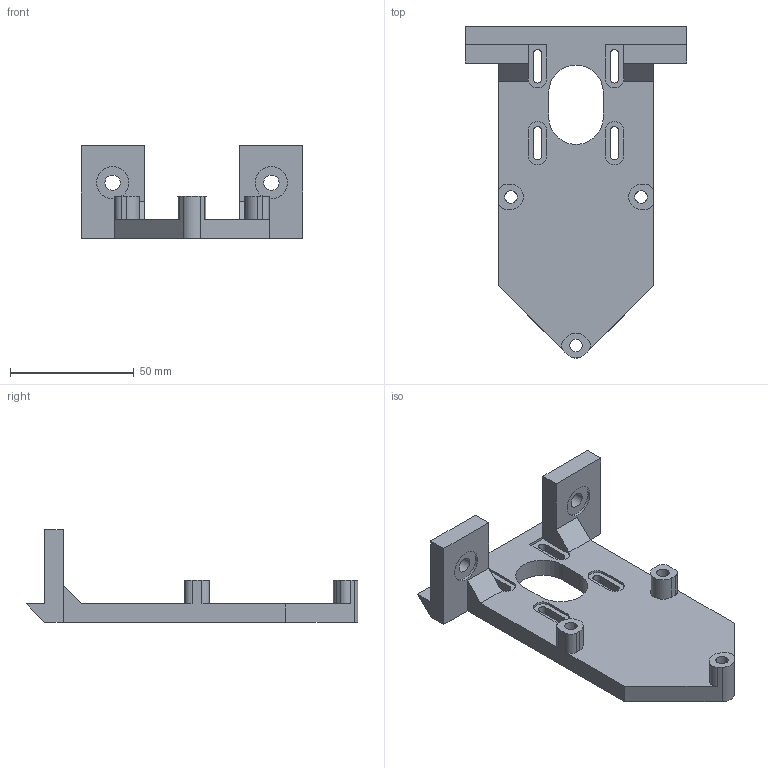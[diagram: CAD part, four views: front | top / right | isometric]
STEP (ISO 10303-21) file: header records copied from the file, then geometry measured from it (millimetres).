
FILE_DESCRIPTION(('CATIA V5 STEP Exchange'),'2;1');
FILE_NAME('Nema_Transmision_X.stp','2020-04-11T17:34:50+00:00',('none'),('none'),'CATIA Version 5 Release 21 GA (IN-10)','CATIA V5 STEP AP203','none');
FILE_SCHEMA(('CONFIG_CONTROL_DESIGN'));
Length unit declared in the file: millimetre
Products named in the file (1): Nema_Transmision_X
Bounding box: 89.5 x 133.88 x 37.5 mm (x, y, z)
Volume: 63667.2 mm3; surface area: 24391 mm2
Topology: 1 solids, 1 shells, 94 faces, 270 edges, 182 vertices
Faces by surface type: plane 54, cylinder 40
Entity records: 2956 total; most frequent: ORIENTED_EDGE 540, CARTESIAN_POINT 523, DIRECTION 396, EDGE_CURVE 270, VECTOR 188, LINE 188, VERTEX_POINT 182, AXIS2_PLACEMENT_3D 145
